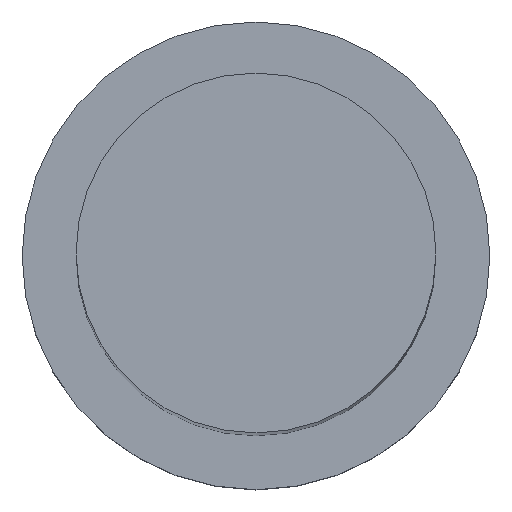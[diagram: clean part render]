
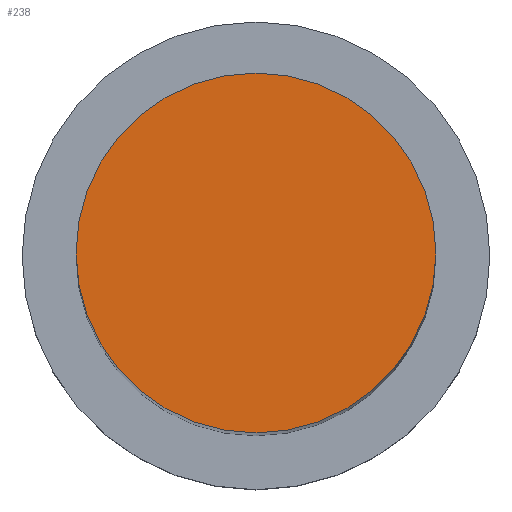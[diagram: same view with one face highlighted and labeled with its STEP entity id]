
A CAD part, top view. The second image highlights one B-rep face of the part: STEP entity #238.
In plain terms, the highlighted planar face has unit normal (0, 0, 1).
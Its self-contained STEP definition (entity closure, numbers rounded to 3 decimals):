
#8 = CARTESIAN_POINT ( 'NONE',  ( 0., 0., 100. ) ) ;
#14 = DIRECTION ( 'NONE',  ( 1., 0., 0. ) ) ;
#15 = DIRECTION ( 'NONE',  ( 1., 0., 0. ) ) ;
#21 = CIRCLE ( 'NONE', #105, 10. ) ;
#34 = PLANE ( 'NONE',  #123 ) ;
#38 = VERTEX_POINT ( 'NONE', #174 ) ;
#59 = EDGE_LOOP ( 'NONE', ( #76, #119 ) ) ;
#63 = EDGE_CURVE ( 'NONE', #218, #38, #202, .T. ) ;
#69 = CARTESIAN_POINT ( 'NONE',  ( 0., 0., 100. ) ) ;
#76 = ORIENTED_EDGE ( 'NONE', *, *, #63, .T. ) ;
#105 = AXIS2_PLACEMENT_3D ( 'NONE', #234, #164, #15 ) ;
#119 = ORIENTED_EDGE ( 'NONE', *, *, #209, .T. ) ;
#123 = AXIS2_PLACEMENT_3D ( 'NONE', #69, #166, #14 ) ;
#164 = DIRECTION ( 'NONE',  ( 0., 0., 1. ) ) ;
#166 = DIRECTION ( 'NONE',  ( 0., 0., 1. ) ) ;
#174 = CARTESIAN_POINT ( 'NONE',  ( 10., 0., 100. ) ) ;
#187 = CARTESIAN_POINT ( 'NONE',  ( -10., 0., 100. ) ) ;
#190 = AXIS2_PLACEMENT_3D ( 'NONE', #8, #241, #226 ) ;
#202 = CIRCLE ( 'NONE', #190, 10. ) ;
#209 = EDGE_CURVE ( 'NONE', #38, #218, #21, .T. ) ;
#218 = VERTEX_POINT ( 'NONE', #187 ) ;
#226 = DIRECTION ( 'NONE',  ( 1., 0., 0. ) ) ;
#234 = CARTESIAN_POINT ( 'NONE',  ( 0., 0., 100. ) ) ;
#238 = ADVANCED_FACE ( 'NONE', ( #251 ), #34, .T. ) ;
#241 = DIRECTION ( 'NONE',  ( 0., 0., 1. ) ) ;
#251 = FACE_OUTER_BOUND ( 'NONE', #59, .T. ) ;
